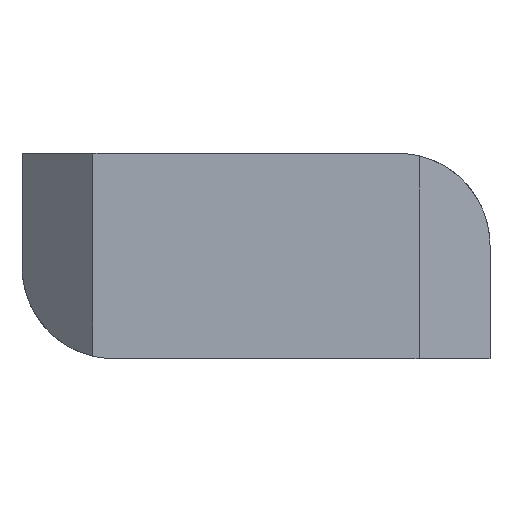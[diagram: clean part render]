
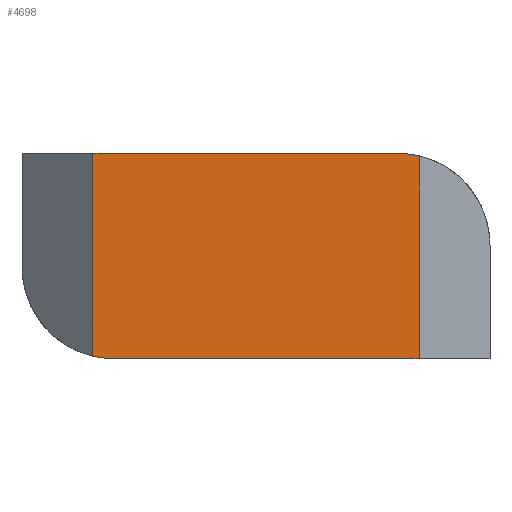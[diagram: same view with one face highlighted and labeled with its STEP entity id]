
A CAD part, front view. The second image highlights one B-rep face of the part: STEP entity #4698.
In plain terms, the highlighted planar face has unit normal (0, -1, 0).
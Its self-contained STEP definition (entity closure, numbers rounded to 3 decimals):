
#52 = DIRECTION ( 'NONE',  ( 0., 1., 0. ) ) ;
#55 = PLANE ( 'NONE',  #2095 ) ;
#56 = DIRECTION ( 'NONE',  ( 0., 0., 1. ) ) ;
#61 = CARTESIAN_POINT ( 'NONE',  ( 6.2, -5.3, 3.9 ) ) ;
#530 = CARTESIAN_POINT ( 'NONE',  ( -6.2, -5.3, 3.9 ) ) ;
#531 = CARTESIAN_POINT ( 'NONE',  ( -6.2, -5.3, -3.807 ) ) ;
#532 = CARTESIAN_POINT ( 'NONE',  ( 6.2, -5.3, -3.9 ) ) ;
#547 = CARTESIAN_POINT ( 'NONE',  ( 5.4, -5.3, 3.9 ) ) ;
#589 = CARTESIAN_POINT ( 'NONE',  ( 6.2, -5.3, 3.807 ) ) ;
#609 = CARTESIAN_POINT ( 'NONE',  ( -5.4, -5.3, -3.9 ) ) ;
#1227 = VERTEX_POINT ( 'NONE', #609 ) ;
#1245 = VERTEX_POINT ( 'NONE', #589 ) ;
#1282 = VERTEX_POINT ( 'NONE', #547 ) ;
#1297 = VERTEX_POINT ( 'NONE', #532 ) ;
#1298 = VERTEX_POINT ( 'NONE', #531 ) ;
#1299 = VERTEX_POINT ( 'NONE', #530 ) ;
#1445 = ORIENTED_EDGE ( 'NONE', *, *, #2523, .T. ) ;
#1492 = ORIENTED_EDGE ( 'NONE', *, *, #2525, .T. ) ;
#1498 = ORIENTED_EDGE ( 'NONE', *, *, #2524, .F. ) ;
#1533 = ORIENTED_EDGE ( 'NONE', *, *, #2519, .T. ) ;
#1619 = ORIENTED_EDGE ( 'NONE', *, *, #2522, .F. ) ;
#1628 = ORIENTED_EDGE ( 'NONE', *, *, #2521, .T. ) ;
#1741 = EDGE_LOOP ( 'NONE', ( #1628, #1619, #1445, #1498, #1533, #1492 ) ) ;
#1966 = DIRECTION ( 'NONE',  ( 0., 0., 1. ) ) ;
#1967 = DIRECTION ( 'NONE',  ( 0., -1., 0. ) ) ;
#1968 = CARTESIAN_POINT ( 'NONE',  ( -5.4, -5.3, -0.4 ) ) ;
#1974 = DIRECTION ( 'NONE',  ( 0., 0., 1. ) ) ;
#1975 = DIRECTION ( 'NONE',  ( 0., -1., 0. ) ) ;
#1977 = CARTESIAN_POINT ( 'NONE',  ( 5.4, -5.3, 0.4 ) ) ;
#1981 = DIRECTION ( 'NONE',  ( 0., 0., -1. ) ) ;
#1983 = CARTESIAN_POINT ( 'NONE',  ( 6.2, -5.3, 3.9 ) ) ;
#1984 = CARTESIAN_POINT ( 'NONE',  ( 6.2, -5.3, 3.9 ) ) ;
#1985 = DIRECTION ( 'NONE',  ( 1., 0., 0. ) ) ;
#1986 = CARTESIAN_POINT ( 'NONE',  ( 6.2, -5.3, -3.9 ) ) ;
#1988 = DIRECTION ( 'NONE',  ( 0., 0., -1. ) ) ;
#1989 = DIRECTION ( 'NONE',  ( 1., 0., 0. ) ) ;
#1990 = CARTESIAN_POINT ( 'NONE',  ( -6.2, -5.3, 3.9 ) ) ;
#2095 = AXIS2_PLACEMENT_3D ( 'NONE', #61, #52, #56 ) ;
#2380 = AXIS2_PLACEMENT_3D ( 'NONE', #1968, #1967, #1966 ) ;
#2381 = AXIS2_PLACEMENT_3D ( 'NONE', #1977, #1975, #1974 ) ;
#2519 = EDGE_CURVE ( 'NONE', #1299, #1298, #4416, .T. ) ;
#2521 = EDGE_CURVE ( 'NONE', #1227, #1297, #4413, .T. ) ;
#2522 = EDGE_CURVE ( 'NONE', #1245, #1297, #4411, .T. ) ;
#2523 = EDGE_CURVE ( 'NONE', #1245, #1282, #4415, .T. ) ;
#2524 = EDGE_CURVE ( 'NONE', #1299, #1282, #4407, .T. ) ;
#2525 = EDGE_CURVE ( 'NONE', #1298, #1227, #4406, .T. ) ;
#3722 = FACE_OUTER_BOUND ( 'NONE', #1741, .T. ) ;
#4405 = VECTOR ( 'NONE', #1989, 1000. ) ;
#4406 = CIRCLE ( 'NONE', #2380, 3.5 ) ;
#4407 = LINE ( 'NONE', #1983, #4405 ) ;
#4408 = VECTOR ( 'NONE', #1981, 1000. ) ;
#4410 = VECTOR ( 'NONE', #1985, 1000. ) ;
#4411 = LINE ( 'NONE', #1984, #4408 ) ;
#4413 = LINE ( 'NONE', #1986, #4410 ) ;
#4414 = VECTOR ( 'NONE', #1988, 1000. ) ;
#4415 = CIRCLE ( 'NONE', #2381, 3.5 ) ;
#4416 = LINE ( 'NONE', #1990, #4414 ) ;
#4698 = ADVANCED_FACE ( 'NONE', ( #3722 ), #55, .F. ) ;
